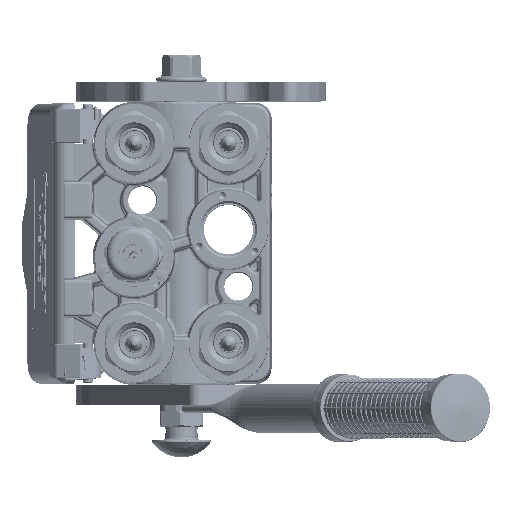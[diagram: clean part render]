
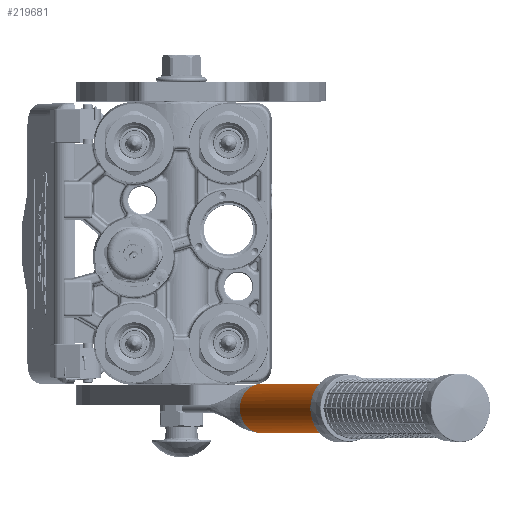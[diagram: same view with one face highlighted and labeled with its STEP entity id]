
A CAD part, top view. The second image highlights one B-rep face of the part: STEP entity #219681.
In plain terms, the highlighted cylindrical face has radius 12.5 mm (diameter 25 mm), a partial arc.
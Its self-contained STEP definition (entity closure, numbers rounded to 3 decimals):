
#4381 = CARTESIAN_POINT ( 'NONE',  ( 12.486, 0.195, 0.586 ) ) ;
#5331 = CARTESIAN_POINT ( 'NONE',  ( 12.481, 0.178, 0.688 ) ) ;
#7489 = VERTEX_POINT ( 'NONE', #268776 ) ;
#9656 = LINE ( 'NONE', #124781, #54654 ) ;
#11902 = CARTESIAN_POINT ( 'NONE',  ( 12.5, 198., 0. ) ) ;
#13194 = CARTESIAN_POINT ( 'NONE',  ( -12.478, 0.167, 0.748 ) ) ;
#14145 = CARTESIAN_POINT ( 'NONE',  ( -12.479, 0.172, 0.721 ) ) ;
#27548 = CARTESIAN_POINT ( 'NONE',  ( 12.5, 0.24, 0.108 ) ) ;
#39367 = CIRCLE ( 'NONE', #267598, 12.5 ) ;
#40616 = VERTEX_POINT ( 'NONE', #182977 ) ;
#44346 = DIRECTION ( 'NONE',  ( -0.994, 0., 0.109 ) ) ;
#48834 = CARTESIAN_POINT ( 'NONE',  ( 12.484, 0.186, 0.638 ) ) ;
#50752 = CARTESIAN_POINT ( 'NONE',  ( 12.494, 0.22, 0.394 ) ) ;
#51733 = EDGE_CURVE ( 'NONE', #40616, #256245, #39367, .T. ) ;
#54654 = VECTOR ( 'NONE', #234161, 1000. ) ;
#56752 = CARTESIAN_POINT ( 'NONE',  ( -12.474, 0.155, 0.804 ) ) ;
#70188 = CARTESIAN_POINT ( 'NONE',  ( 12.456, 0.096, 1.087 ) ) ;
#71971 = VERTEX_POINT ( 'NONE', #184871 ) ;
#73445 = CARTESIAN_POINT ( 'NONE',  ( -12.426, 0., 1.36 ) ) ;
#76163 = CARTESIAN_POINT ( 'NONE',  ( -12.452, 0.083, 1.1 ) ) ;
#77782 = B_SPLINE_CURVE_WITH_KNOTS ( 'NONE', 3,
 ( #202712, #27548, #183287, #50752, #224027, #138750, #4381, #48834, #117432, #203630, #161015, #5331, #158194, #70188, #179509 ),
 .UNSPECIFIED., .F., .F.,
 ( 4, 2, 2, 1, 1, 1, 2, 2, 4 ),
 ( 0., 0.25, 0.375, 0.437, 0.469, 0.484, 0.492, 0.5, 1. ),
 .UNSPECIFIED. ) ;
#77928 = AXIS2_PLACEMENT_3D ( 'NONE', #116482, #227832, #224988 ) ;
#79402 = CARTESIAN_POINT ( 'NONE',  ( -12.5, 0.24, 0. ) ) ;
#83194 = ORIENTED_EDGE ( 'NONE', *, *, #116608, .T. ) ;
#90151 = EDGE_CURVE ( 'NONE', #7489, #71971, #77782, .T. ) ;
#95495 = EDGE_CURVE ( 'NONE', #120259, #40616, #9656, .T. ) ;
#96433 = CARTESIAN_POINT ( 'NONE',  ( -12.461, 0.114, 0.981 ) ) ;
#100466 = EDGE_CURVE ( 'NONE', #223253, #261964, #236526, .T. ) ;
#107456 = EDGE_CURVE ( 'NONE', #7489, #256245, #156938, .T. ) ;
#108347 = VECTOR ( 'NONE', #144528, 1000. ) ;
#116482 = CARTESIAN_POINT ( 'NONE',  ( 0., 0., 0. ) ) ;
#116608 = EDGE_CURVE ( 'NONE', #261964, #71971, #156122, .T. ) ;
#117432 = CARTESIAN_POINT ( 'NONE',  ( 12.482, 0.182, 0.665 ) ) ;
#120259 = VERTEX_POINT ( 'NONE', #79402 ) ;
#121855 = CARTESIAN_POINT ( 'NONE',  ( 0., 0., 0. ) ) ;
#124781 = CARTESIAN_POINT ( 'NONE',  ( -12.5, 0.24, 0. ) ) ;
#126029 = CARTESIAN_POINT ( 'NONE',  ( 0., 0., 12.5 ) ) ;
#136972 = ORIENTED_EDGE ( 'NONE', *, *, #220598, .F. ) ;
#137758 = AXIS2_PLACEMENT_3D ( 'NONE', #213573, #191335, #149662 ) ;
#138750 = CARTESIAN_POINT ( 'NONE',  ( 12.488, 0.202, 0.541 ) ) ;
#143037 = EDGE_LOOP ( 'NONE', ( #269643, #160355, #169505, #136972, #253114, #83194, #257502 ) ) ;
#144528 = DIRECTION ( 'NONE',  ( 0., 1., 0. ) ) ;
#144666 = B_SPLINE_CURVE_WITH_KNOTS ( 'NONE', 3,
 ( #206752, #275446, #76163, #96433, #273557, #213463, #212520, #169893, #188346, #146692, #56752, #13194, #14145, #145738, #234753, #167027 ),
 .UNSPECIFIED., .F., .F.,
 ( 4, 2, 1, 2, 2, 1, 2, 2, 4 ),
 ( 0., 0.25, 0.312, 0.328, 0.344, 0.375, 0.437, 0.5, 1. ),
 .UNSPECIFIED. ) ;
#145738 = CARTESIAN_POINT ( 'NONE',  ( -12.494, 0.221, 0.449 ) ) ;
#146692 = CARTESIAN_POINT ( 'NONE',  ( -12.471, 0.146, 0.847 ) ) ;
#149662 = DIRECTION ( 'NONE',  ( -0.994, 0., 0.109 ) ) ;
#156122 = CIRCLE ( 'NONE', #183976, 12.5 ) ;
#156938 = LINE ( 'NONE', #192865, #108347 ) ;
#158194 = CARTESIAN_POINT ( 'NONE',  ( 12.472, 0.146, 0.859 ) ) ;
#158752 = CYLINDRICAL_SURFACE ( 'NONE', #77928, 12.5 ) ;
#160355 = ORIENTED_EDGE ( 'NONE', *, *, #51733, .F. ) ;
#161015 = CARTESIAN_POINT ( 'NONE',  ( 12.481, 0.178, 0.683 ) ) ;
#167027 = CARTESIAN_POINT ( 'NONE',  ( -12.5, 0.24, 0. ) ) ;
#169505 = ORIENTED_EDGE ( 'NONE', *, *, #95495, .F. ) ;
#169893 = CARTESIAN_POINT ( 'NONE',  ( -12.467, 0.131, 0.91 ) ) ;
#179509 = CARTESIAN_POINT ( 'NONE',  ( 12.426, 0., 1.36 ) ) ;
#182977 = CARTESIAN_POINT ( 'NONE',  ( -12.5, 198., 0. ) ) ;
#183287 = CARTESIAN_POINT ( 'NONE',  ( 12.499, 0.235, 0.221 ) ) ;
#183976 = AXIS2_PLACEMENT_3D ( 'NONE', #121855, #286338, #44346 ) ;
#184871 = CARTESIAN_POINT ( 'NONE',  ( 12.426, 0., 1.36 ) ) ;
#188346 = CARTESIAN_POINT ( 'NONE',  ( -12.468, 0.136, 0.889 ) ) ;
#191335 = DIRECTION ( 'NONE',  ( 0., 1., 0. ) ) ;
#192865 = CARTESIAN_POINT ( 'NONE',  ( 12.5, 0.24, 0. ) ) ;
#202712 = CARTESIAN_POINT ( 'NONE',  ( 12.5, 0.24, 0. ) ) ;
#203630 = CARTESIAN_POINT ( 'NONE',  ( 12.482, 0.18, 0.676 ) ) ;
#206752 = CARTESIAN_POINT ( 'NONE',  ( -12.426, 0., 1.36 ) ) ;
#212520 = CARTESIAN_POINT ( 'NONE',  ( -12.466, 0.13, 0.917 ) ) ;
#213463 = CARTESIAN_POINT ( 'NONE',  ( -12.466, 0.127, 0.927 ) ) ;
#213573 = CARTESIAN_POINT ( 'NONE',  ( 0., 0., 0. ) ) ;
#219681 = ADVANCED_FACE ( 'NONE', ( #234822 ), #158752, .T. ) ;
#220598 = EDGE_CURVE ( 'NONE', #223253, #120259, #144666, .T. ) ;
#223253 = VERTEX_POINT ( 'NONE', #73445 ) ;
#224027 = CARTESIAN_POINT ( 'NONE',  ( 12.492, 0.214, 0.452 ) ) ;
#224988 = DIRECTION ( 'NONE',  ( 1., 0., 0. ) ) ;
#225363 = DIRECTION ( 'NONE',  ( -1., 0., 0. ) ) ;
#227832 = DIRECTION ( 'NONE',  ( 0., -1., 0. ) ) ;
#228222 = DIRECTION ( 'NONE',  ( 0., 1., 0. ) ) ;
#229172 = CARTESIAN_POINT ( 'NONE',  ( 0., 198., 0. ) ) ;
#234161 = DIRECTION ( 'NONE',  ( 0., 1., 0. ) ) ;
#234753 = CARTESIAN_POINT ( 'NONE',  ( -12.5, 0.24, 0.216 ) ) ;
#234822 = FACE_OUTER_BOUND ( 'NONE', #143037, .T. ) ;
#236526 = CIRCLE ( 'NONE', #137758, 12.5 ) ;
#253114 = ORIENTED_EDGE ( 'NONE', *, *, #100466, .T. ) ;
#256245 = VERTEX_POINT ( 'NONE', #11902 ) ;
#257502 = ORIENTED_EDGE ( 'NONE', *, *, #90151, .F. ) ;
#261964 = VERTEX_POINT ( 'NONE', #126029 ) ;
#267598 = AXIS2_PLACEMENT_3D ( 'NONE', #229172, #228222, #225363 ) ;
#268776 = CARTESIAN_POINT ( 'NONE',  ( 12.5, 0.24, 0. ) ) ;
#269643 = ORIENTED_EDGE ( 'NONE', *, *, #107456, .T. ) ;
#273557 = CARTESIAN_POINT ( 'NONE',  ( -12.464, 0.121, 0.953 ) ) ;
#275446 = CARTESIAN_POINT ( 'NONE',  ( -12.441, 0.049, 1.219 ) ) ;
#286338 = DIRECTION ( 'NONE',  ( 0., 1., 0. ) ) ;
